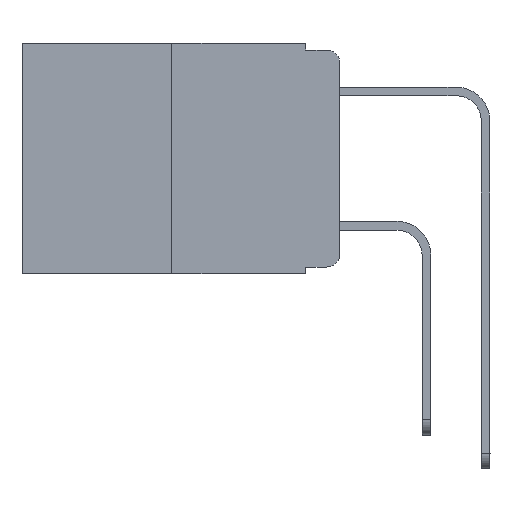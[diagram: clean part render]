
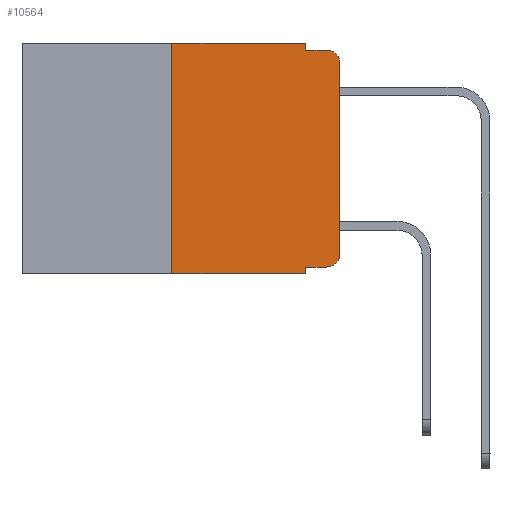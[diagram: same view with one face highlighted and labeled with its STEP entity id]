
A CAD part, left-side view. The second image highlights one B-rep face of the part: STEP entity #10564.
In plain terms, the highlighted planar face has unit normal (-1, 0, 0).
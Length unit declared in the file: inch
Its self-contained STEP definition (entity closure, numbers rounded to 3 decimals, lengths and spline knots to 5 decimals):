
#34 = VERTEX_POINT ( 'NONE', #13233 ) ;
#840 = EDGE_CURVE ( 'NONE', #9103, #5098, #21756, .T. ) ;
#1009 = LINE ( 'NONE', #12752, #6566 ) ;
#1123 = CARTESIAN_POINT ( 'NONE',  ( 0., 0.25, -0.343 ) ) ;
#1893 = AXIS2_PLACEMENT_3D ( 'NONE', #2382, #5915, #14129 ) ;
#1964 = CARTESIAN_POINT ( 'NONE',  ( 0., 0.051, 0. ) ) ;
#2356 = VECTOR ( 'NONE', #16970, 39.37008 ) ;
#2382 = CARTESIAN_POINT ( 'NONE',  ( 0., 0.02, -0.03 ) ) ;
#3882 = CARTESIAN_POINT ( 'NONE',  ( 0., 0.051, -0.01 ) ) ;
#4085 = VECTOR ( 'NONE', #11653, 39.37008 ) ;
#4227 = LINE ( 'NONE', #19764, #19099 ) ;
#4425 = VERTEX_POINT ( 'NONE', #5671 ) ;
#4442 = CARTESIAN_POINT ( 'NONE',  ( 0., 0.02, -0.01 ) ) ;
#4767 = DIRECTION ( 'NONE',  ( 1., 0., 0. ) ) ;
#5098 = VERTEX_POINT ( 'NONE', #12690 ) ;
#5598 = CARTESIAN_POINT ( 'NONE',  ( 0., 0., -0.03 ) ) ;
#5647 = LINE ( 'NONE', #17861, #20086 ) ;
#5671 = CARTESIAN_POINT ( 'NONE',  ( 0., 0.02, -0.333 ) ) ;
#5840 = EDGE_CURVE ( 'NONE', #17436, #20073, #20321, .T. ) ;
#5915 = DIRECTION ( 'NONE',  ( -1., 0., 0. ) ) ;
#5929 = EDGE_CURVE ( 'NONE', #4425, #6430, #9343, .T. ) ;
#6430 = VERTEX_POINT ( 'NONE', #10068 ) ;
#6566 = VECTOR ( 'NONE', #7449, 39.37008 ) ;
#6579 = DIRECTION ( 'NONE',  ( 0., 0., -1. ) ) ;
#7449 = DIRECTION ( 'NONE',  ( 0., -1., 0. ) ) ;
#7451 = VECTOR ( 'NONE', #19296, 39.37008 ) ;
#7814 = VERTEX_POINT ( 'NONE', #3882 ) ;
#7995 = DIRECTION ( 'NONE',  ( 0., 0., 1. ) ) ;
#8126 = DIRECTION ( 'NONE',  ( 0., 0., -1. ) ) ;
#8959 = VECTOR ( 'NONE', #16639, 39.37008 ) ;
#9081 = EDGE_CURVE ( 'NONE', #7814, #20073, #1009, .T. ) ;
#9103 = VERTEX_POINT ( 'NONE', #14537 ) ;
#9196 = LINE ( 'NONE', #11077, #7451 ) ;
#9290 = VERTEX_POINT ( 'NONE', #1123 ) ;
#9319 = EDGE_CURVE ( 'NONE', #9290, #18336, #9978, .T. ) ;
#9343 = CIRCLE ( 'NONE', #21778, 0.02 ) ;
#9375 = ORIENTED_EDGE ( 'NONE', *, *, #10444, .F. ) ;
#9734 = ORIENTED_EDGE ( 'NONE', *, *, #5929, .T. ) ;
#9978 = LINE ( 'NONE', #15075, #4085 ) ;
#9983 = CARTESIAN_POINT ( 'NONE',  ( 0., 0.473, 0. ) ) ;
#10068 = CARTESIAN_POINT ( 'NONE',  ( 0., 0., -0.313 ) ) ;
#10444 = EDGE_CURVE ( 'NONE', #5098, #7814, #14434, .T. ) ;
#10564 = ADVANCED_FACE ( 'NONE', ( #14758 ), #12981, .F. ) ;
#11077 = CARTESIAN_POINT ( 'NONE',  ( 0., 0.051, -0.333 ) ) ;
#11561 = ORIENTED_EDGE ( 'NONE', *, *, #9081, .F. ) ;
#11563 = ORIENTED_EDGE ( 'NONE', *, *, #9319, .T. ) ;
#11653 = DIRECTION ( 'NONE',  ( 0., -1., 0. ) ) ;
#12690 = CARTESIAN_POINT ( 'NONE',  ( 0., 0.051, 0. ) ) ;
#12752 = CARTESIAN_POINT ( 'NONE',  ( 0., 0.051, -0.01 ) ) ;
#12981 = PLANE ( 'NONE',  #16739 ) ;
#13021 = DIRECTION ( 'NONE',  ( -1., 0., 0. ) ) ;
#13233 = CARTESIAN_POINT ( 'NONE',  ( 0., 0.051, -0.333 ) ) ;
#13974 = CARTESIAN_POINT ( 'NONE',  ( 0., 0.051, -0.343 ) ) ;
#14129 = DIRECTION ( 'NONE',  ( 0., 0., -1. ) ) ;
#14434 = LINE ( 'NONE', #21002, #18842 ) ;
#14537 = CARTESIAN_POINT ( 'NONE',  ( 0., 0.25, 0. ) ) ;
#14758 = FACE_OUTER_BOUND ( 'NONE', #20735, .T. ) ;
#15075 = CARTESIAN_POINT ( 'NONE',  ( 0., 0.473, -0.343 ) ) ;
#16217 = ORIENTED_EDGE ( 'NONE', *, *, #5840, .T. ) ;
#16328 = DIRECTION ( 'NONE',  ( 0., 0., -1. ) ) ;
#16469 = CARTESIAN_POINT ( 'NONE',  ( 0., 0.02, -0.313 ) ) ;
#16639 = DIRECTION ( 'NONE',  ( 0., -1., 0. ) ) ;
#16739 = AXIS2_PLACEMENT_3D ( 'NONE', #9983, #4767, #8126 ) ;
#16970 = DIRECTION ( 'NONE',  ( 0., 0., -1. ) ) ;
#17436 = VERTEX_POINT ( 'NONE', #5598 ) ;
#17567 = ORIENTED_EDGE ( 'NONE', *, *, #840, .F. ) ;
#17755 = DIRECTION ( 'NONE',  ( 0., 0., 1. ) ) ;
#17861 = CARTESIAN_POINT ( 'NONE',  ( 0., 0.25, 0. ) ) ;
#17909 = ORIENTED_EDGE ( 'NONE', *, *, #21903, .F. ) ;
#18336 = VERTEX_POINT ( 'NONE', #13974 ) ;
#18521 = LINE ( 'NONE', #1964, #2356 ) ;
#18842 = VECTOR ( 'NONE', #16328, 39.37008 ) ;
#19099 = VECTOR ( 'NONE', #7995, 39.37008 ) ;
#19121 = ORIENTED_EDGE ( 'NONE', *, *, #20340, .T. ) ;
#19296 = DIRECTION ( 'NONE',  ( 0., -1., 0. ) ) ;
#19714 = EDGE_CURVE ( 'NONE', #6430, #17436, #4227, .T. ) ;
#19764 = CARTESIAN_POINT ( 'NONE',  ( 0., 0., 0. ) ) ;
#19961 = CARTESIAN_POINT ( 'NONE',  ( 0., 0.473, 0. ) ) ;
#20073 = VERTEX_POINT ( 'NONE', #4442 ) ;
#20086 = VECTOR ( 'NONE', #17755, 39.37008 ) ;
#20321 = CIRCLE ( 'NONE', #1893, 0.02 ) ;
#20340 = EDGE_CURVE ( 'NONE', #34, #4425, #9196, .T. ) ;
#20735 = EDGE_LOOP ( 'NONE', ( #21924, #16217, #11561, #9375, #17567, #20916, #11563, #17909, #19121, #9734 ) ) ;
#20916 = ORIENTED_EDGE ( 'NONE', *, *, #21601, .F. ) ;
#21002 = CARTESIAN_POINT ( 'NONE',  ( 0., 0.051, 0. ) ) ;
#21601 = EDGE_CURVE ( 'NONE', #9290, #9103, #5647, .T. ) ;
#21756 = LINE ( 'NONE', #19961, #8959 ) ;
#21778 = AXIS2_PLACEMENT_3D ( 'NONE', #16469, #13021, #6579 ) ;
#21903 = EDGE_CURVE ( 'NONE', #34, #18336, #18521, .T. ) ;
#21924 = ORIENTED_EDGE ( 'NONE', *, *, #19714, .T. ) ;
